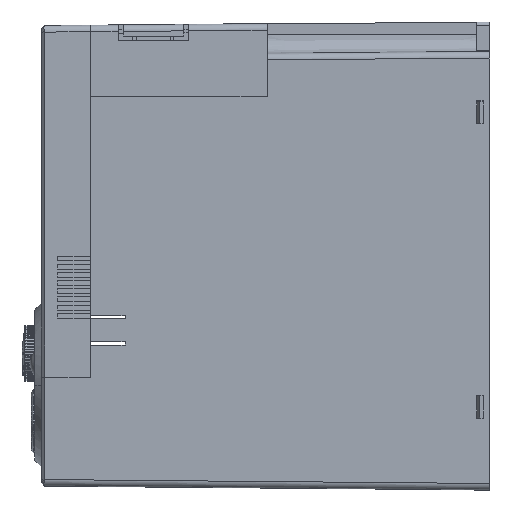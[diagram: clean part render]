
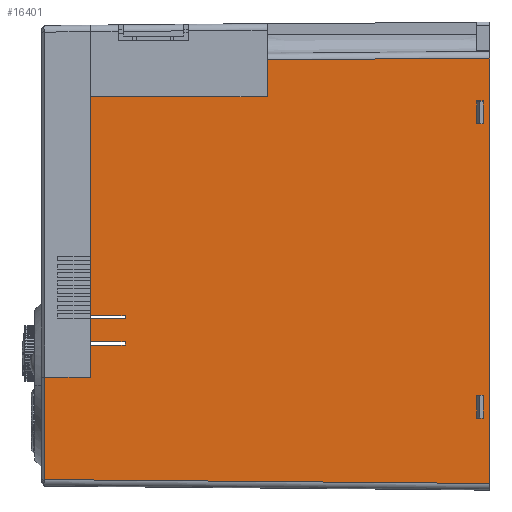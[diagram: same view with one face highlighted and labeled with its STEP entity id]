
A CAD part, left-side view. The second image highlights one B-rep face of the part: STEP entity #16401.
In plain terms, the highlighted planar face has unit normal (-1, 0.009, 0).
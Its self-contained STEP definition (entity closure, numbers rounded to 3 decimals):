
#99=CARTESIAN_POINT('',(-38.313,4.,-64.013));
#108=DIRECTION('',(0.,0.,-1.));
#109=VECTOR('',#108,31.313);
#110=CARTESIAN_POINT('',(-38.313,4.,-32.7));
#111=LINE('',#110,#109);
#524=DIRECTION('',(0.009,1.,0.009));
#525=VECTOR('',#524,136.01);
#526=CARTESIAN_POINT('',(-39.5,-132.,-65.2));
#527=LINE('',#526,#525);
#528=DIRECTION('',(0.,0.,1.));
#529=VECTOR('',#528,1.);
#530=CARTESIAN_POINT('',(-38.528,-20.6,-22.9));
#531=LINE('',#530,#529);
#532=DIRECTION('',(0.,0.,1.));
#533=VECTOR('',#532,1.);
#534=CARTESIAN_POINT('',(-38.528,-20.6,-14.9));
#535=LINE('',#534,#533);
#536=DIRECTION('',(0.,0.,1.));
#537=VECTOR('',#536,11.207);
#538=CARTESIAN_POINT('',(-38.907,-64.,53.));
#539=LINE('',#538,#537);
#540=DIRECTION('',(-0.009,-1.,0.009));
#541=VECTOR('',#540,68.005);
#542=CARTESIAN_POINT('',(-38.907,-64.,64.207));
#543=LINE('',#542,#541);
#544=DIRECTION('',(0.,0.,-1.));
#545=VECTOR('',#544,130.);
#546=CARTESIAN_POINT('',(-39.5,-132.,64.8));
#547=LINE('',#546,#545);
#548=DIRECTION('',(0.009,1.,0.));
#549=VECTOR('',#548,2.);
#550=CARTESIAN_POINT('',(-39.483,-130.,-38.3));
#551=LINE('',#550,#549);
#552=DIRECTION('',(0.,0.,-1.));
#553=VECTOR('',#552,7.);
#554=CARTESIAN_POINT('',(-39.465,-128.,-38.3));
#555=LINE('',#554,#553);
#556=DIRECTION('',(-0.009,-1.,0.));
#557=VECTOR('',#556,2.);
#558=CARTESIAN_POINT('',(-39.465,-128.,-45.3));
#559=LINE('',#558,#557);
#560=DIRECTION('',(0.,0.,1.));
#561=VECTOR('',#560,7.);
#562=CARTESIAN_POINT('',(-39.483,-130.,-45.3));
#563=LINE('',#562,#561);
#564=DIRECTION('',(0.009,1.,0.));
#565=VECTOR('',#564,2.);
#566=CARTESIAN_POINT('',(-39.483,-130.,51.7));
#567=LINE('',#566,#565);
#568=DIRECTION('',(0.,0.,-1.));
#569=VECTOR('',#568,7.);
#570=CARTESIAN_POINT('',(-39.465,-128.,51.7));
#571=LINE('',#570,#569);
#572=DIRECTION('',(-0.009,-1.,0.));
#573=VECTOR('',#572,2.);
#574=CARTESIAN_POINT('',(-39.465,-128.,44.7));
#575=LINE('',#574,#573);
#576=DIRECTION('',(0.,0.,1.));
#577=VECTOR('',#576,7.);
#578=CARTESIAN_POINT('',(-39.483,-130.,44.7));
#579=LINE('',#578,#577);
#600=DIRECTION('',(0.009,1.,0.));
#601=VECTOR('',#600,14.001);
#602=CARTESIAN_POINT('',(-38.435,-10.,-32.7));
#603=LINE('',#602,#601);
#652=DIRECTION('',(0.009,1.,0.));
#653=VECTOR('',#652,10.6);
#654=CARTESIAN_POINT('',(-38.528,-20.6,-22.9));
#655=LINE('',#654,#653);
#781=DIRECTION('',(-0.009,-1.,0.));
#782=VECTOR('',#781,10.6);
#783=CARTESIAN_POINT('',(-38.435,-10.,-13.9));
#784=LINE('',#783,#782);
#1059=DIRECTION('',(0.009,1.,0.));
#1060=VECTOR('',#1059,54.002);
#1061=CARTESIAN_POINT('',(-38.907,-64.,53.));
#1062=LINE('',#1061,#1060);
#1067=DIRECTION('',(0.,0.,-1.));
#1068=VECTOR('',#1067,66.9);
#1069=CARTESIAN_POINT('',(-38.435,-10.,53.));
#1070=LINE('',#1069,#1068);
#11881=DIRECTION('',(0.009,1.,0.));
#11882=VECTOR('',#11881,10.6);
#11883=CARTESIAN_POINT('',(-38.528,-20.6,-14.9));
#11884=LINE('',#11883,#11882);
#11930=DIRECTION('',(-0.009,-1.,0.));
#11931=VECTOR('',#11930,10.6);
#11932=CARTESIAN_POINT('',(-38.435,-10.,-21.9));
#11933=LINE('',#11932,#11931);
#11966=DIRECTION('',(0.,0.,-1.));
#11967=VECTOR('',#11966,7.);
#11968=CARTESIAN_POINT('',(-38.435,-10.,-14.9));
#11969=LINE('',#11968,#11967);
#12046=DIRECTION('',(0.,0.,-1.));
#12047=VECTOR('',#12046,9.8);
#12048=CARTESIAN_POINT('',(-38.435,-10.,-22.9));
#12049=LINE('',#12048,#12047);
#12135=VERTEX_POINT('',#99);
#12136=CARTESIAN_POINT('',(-38.313,4.,-32.7));
#12137=VERTEX_POINT('',#12136);
#12140=CARTESIAN_POINT('',(-39.5,-132.,-65.2));
#12141=VERTEX_POINT('',#12140);
#13630=CARTESIAN_POINT('',(-39.483,-130.,51.7));
#13631=CARTESIAN_POINT('',(-39.465,-128.,51.7));
#13632=VERTEX_POINT('',#13630);
#13633=VERTEX_POINT('',#13631);
#14530=CARTESIAN_POINT('',(-39.465,-128.,44.7));
#14531=VERTEX_POINT('',#14530);
#14532=CARTESIAN_POINT('',(-39.483,-130.,44.7));
#14533=VERTEX_POINT('',#14532);
#14534=CARTESIAN_POINT('',(-38.435,-10.,-32.7));
#14535=VERTEX_POINT('',#14534);
#14536=CARTESIAN_POINT('',(-38.435,-10.,-22.9));
#14537=VERTEX_POINT('',#14536);
#14538=CARTESIAN_POINT('',(-38.528,-20.6,-22.9));
#14539=VERTEX_POINT('',#14538);
#14540=CARTESIAN_POINT('',(-38.528,-20.6,-21.9));
#14541=VERTEX_POINT('',#14540);
#14542=CARTESIAN_POINT('',(-38.435,-10.,-21.9));
#14543=VERTEX_POINT('',#14542);
#14544=CARTESIAN_POINT('',(-38.435,-10.,-14.9));
#14545=VERTEX_POINT('',#14544);
#14546=CARTESIAN_POINT('',(-38.528,-20.6,-14.9));
#14547=VERTEX_POINT('',#14546);
#14548=CARTESIAN_POINT('',(-38.528,-20.6,-13.9));
#14549=VERTEX_POINT('',#14548);
#14550=CARTESIAN_POINT('',(-38.435,-10.,-13.9));
#14551=VERTEX_POINT('',#14550);
#14552=CARTESIAN_POINT('',(-38.435,-10.,53.));
#14553=VERTEX_POINT('',#14552);
#14554=CARTESIAN_POINT('',(-38.907,-64.,53.));
#14555=VERTEX_POINT('',#14554);
#14556=CARTESIAN_POINT('',(-38.907,-64.,64.207));
#14557=VERTEX_POINT('',#14556);
#14558=CARTESIAN_POINT('',(-39.5,-132.,64.8));
#14559=VERTEX_POINT('',#14558);
#14560=CARTESIAN_POINT('',(-39.483,-130.,-38.3));
#14561=CARTESIAN_POINT('',(-39.465,-128.,-38.3));
#14562=VERTEX_POINT('',#14560);
#14563=VERTEX_POINT('',#14561);
#14564=CARTESIAN_POINT('',(-39.465,-128.,-45.3));
#14565=VERTEX_POINT('',#14564);
#14566=CARTESIAN_POINT('',(-39.483,-130.,-45.3));
#14567=VERTEX_POINT('',#14566);
#16345=CARTESIAN_POINT('',(-39.5,-132.,-70.911));
#16346=DIRECTION('',(-1.,0.009,0.));
#16347=DIRECTION('',(0.,0.,1.));
#16348=AXIS2_PLACEMENT_3D('',#16345,#16346,#16347);
#16349=PLANE('',#16348);
#16350=ORIENTED_EDGE('',*,*,#15859,.T.);
#16351=ORIENTED_EDGE('',*,*,#15844,.F.);
#16353=ORIENTED_EDGE('',*,*,#16352,.F.);
#16355=ORIENTED_EDGE('',*,*,#16354,.F.);
#16357=ORIENTED_EDGE('',*,*,#16356,.F.);
#16359=ORIENTED_EDGE('',*,*,#16358,.T.);
#16361=ORIENTED_EDGE('',*,*,#16360,.F.);
#16363=ORIENTED_EDGE('',*,*,#16362,.F.);
#16365=ORIENTED_EDGE('',*,*,#16364,.F.);
#16367=ORIENTED_EDGE('',*,*,#16366,.T.);
#16369=ORIENTED_EDGE('',*,*,#16368,.F.);
#16371=ORIENTED_EDGE('',*,*,#16370,.F.);
#16373=ORIENTED_EDGE('',*,*,#16372,.F.);
#16375=ORIENTED_EDGE('',*,*,#16374,.T.);
#16377=ORIENTED_EDGE('',*,*,#16376,.T.);
#16378=ORIENTED_EDGE('',*,*,#16320,.T.);
#16379=EDGE_LOOP('',(#16350,#16351,#16353,#16355,#16357,#16359,#16361,#16363,
#16365,#16367,#16369,#16371,#16373,#16375,#16377,#16378));
#16380=FACE_OUTER_BOUND('',#16379,.F.);
#16382=ORIENTED_EDGE('',*,*,#16381,.T.);
#16384=ORIENTED_EDGE('',*,*,#16383,.T.);
#16386=ORIENTED_EDGE('',*,*,#16385,.T.);
#16388=ORIENTED_EDGE('',*,*,#16387,.T.);
#16389=EDGE_LOOP('',(#16382,#16384,#16386,#16388));
#16390=FACE_BOUND('',#16389,.F.);
#16392=ORIENTED_EDGE('',*,*,#16391,.T.);
#16394=ORIENTED_EDGE('',*,*,#16393,.T.);
#16396=ORIENTED_EDGE('',*,*,#16395,.T.);
#16398=ORIENTED_EDGE('',*,*,#16397,.T.);
#16399=EDGE_LOOP('',(#16392,#16394,#16396,#16398));
#16400=FACE_BOUND('',#16399,.F.);
#15844=EDGE_CURVE('',#12137,#12135,#111,.T.);
#15859=EDGE_CURVE('',#12141,#12135,#527,.T.);
#16320=EDGE_CURVE('',#14559,#12141,#547,.T.);
#16352=EDGE_CURVE('',#14535,#12137,#603,.T.);
#16354=EDGE_CURVE('',#14537,#14535,#12049,.T.);
#16356=EDGE_CURVE('',#14539,#14537,#655,.T.);
#16358=EDGE_CURVE('',#14539,#14541,#531,.T.);
#16360=EDGE_CURVE('',#14543,#14541,#11933,.T.);
#16362=EDGE_CURVE('',#14545,#14543,#11969,.T.);
#16364=EDGE_CURVE('',#14547,#14545,#11884,.T.);
#16366=EDGE_CURVE('',#14547,#14549,#535,.T.);
#16368=EDGE_CURVE('',#14551,#14549,#784,.T.);
#16370=EDGE_CURVE('',#14553,#14551,#1070,.T.);
#16372=EDGE_CURVE('',#14555,#14553,#1062,.T.);
#16374=EDGE_CURVE('',#14555,#14557,#539,.T.);
#16376=EDGE_CURVE('',#14557,#14559,#543,.T.);
#16381=EDGE_CURVE('',#14562,#14563,#551,.T.);
#16383=EDGE_CURVE('',#14563,#14565,#555,.T.);
#16385=EDGE_CURVE('',#14565,#14567,#559,.T.);
#16387=EDGE_CURVE('',#14567,#14562,#563,.T.);
#16391=EDGE_CURVE('',#13632,#13633,#567,.T.);
#16393=EDGE_CURVE('',#13633,#14531,#571,.T.);
#16395=EDGE_CURVE('',#14531,#14533,#575,.T.);
#16397=EDGE_CURVE('',#14533,#13632,#579,.T.);
#16401=ADVANCED_FACE('',(#16380,#16390,#16400),#16349,.T.);
